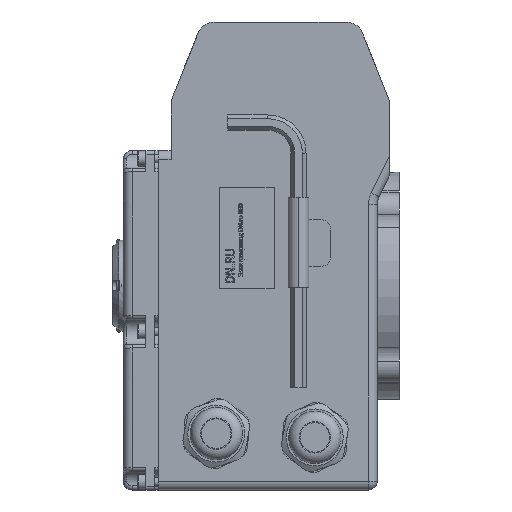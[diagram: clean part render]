
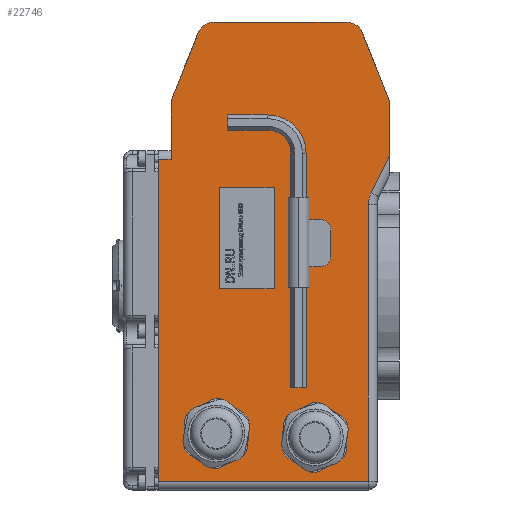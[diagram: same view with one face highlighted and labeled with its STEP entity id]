
A CAD part, left-side view. The second image highlights one B-rep face of the part: STEP entity #22746.
In plain terms, the highlighted planar face has unit normal (-1, 0, 0).
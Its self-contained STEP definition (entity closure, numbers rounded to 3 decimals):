
#1201=FACE_BOUND('',#3872,.T.);
#1656=PLANE('',#24259);
#2596=FACE_OUTER_BOUND('',#3871,.T.);
#3871=EDGE_LOOP('',(#18217,#18218,#18219,#18220,#18221,#18222,#18223,#18224,
#18225,#18226,#18227,#18228,#18229,#18230,#18231));
#3872=EDGE_LOOP('',(#18232,#18233,#18234,#18235));
#4587=LINE('',#32069,#6443);
#4922=LINE('',#34031,#6778);
#4926=LINE('',#34039,#6782);
#4929=LINE('',#34045,#6785);
#4932=LINE('',#34050,#6788);
#5617=LINE('',#38797,#7473);
#5656=LINE('',#38953,#7512);
#5682=LINE('',#39023,#7538);
#5733=LINE('',#39176,#7589);
#5734=LINE('',#39178,#7590);
#5735=LINE('',#39180,#7591);
#5736=LINE('',#39182,#7592);
#5737=LINE('',#39185,#7593);
#5738=LINE('',#39186,#7594);
#6443=VECTOR('',#26089,10.);
#6778=VECTOR('',#26788,10.);
#6782=VECTOR('',#26794,10.);
#6785=VECTOR('',#26799,10.);
#6788=VECTOR('',#26804,10.);
#7473=VECTOR('',#27933,10.);
#7512=VECTOR('',#28084,10.);
#7538=VECTOR('',#28160,10.);
#7589=VECTOR('',#28319,10.);
#7590=VECTOR('',#28322,10.);
#7591=VECTOR('',#28323,10.);
#7592=VECTOR('',#28324,10.);
#7593=VECTOR('',#28327,10.);
#7594=VECTOR('',#28328,10.);
#8281=CIRCLE('',#24125,10.);
#8316=CIRCLE('',#24177,10.);
#8318=CIRCLE('',#24181,10.);
#8361=CIRCLE('',#24260,15.);
#8362=CIRCLE('',#24261,10.);
#9128=VERTEX_POINT('',#32066);
#9129=VERTEX_POINT('',#32068);
#9485=VERTEX_POINT('',#34029);
#9486=VERTEX_POINT('',#34030);
#9489=VERTEX_POINT('',#34038);
#9491=VERTEX_POINT('',#34044);
#10171=VERTEX_POINT('',#38794);
#10172=VERTEX_POINT('',#38796);
#10173=VERTEX_POINT('',#38800);
#10228=VERTEX_POINT('',#38940);
#10229=VERTEX_POINT('',#38941);
#10233=VERTEX_POINT('',#38950);
#10234=VERTEX_POINT('',#38955);
#10250=VERTEX_POINT('',#39009);
#10296=VERTEX_POINT('',#39159);
#10300=VERTEX_POINT('',#39174);
#10301=VERTEX_POINT('',#39179);
#10302=VERTEX_POINT('',#39181);
#10303=VERTEX_POINT('',#39183);
#11372=EDGE_CURVE('',#9128,#9129,#4587,.T.);
#11897=EDGE_CURVE('',#9485,#9486,#4922,.T.);
#11901=EDGE_CURVE('',#9489,#9485,#4926,.T.);
#11904=EDGE_CURVE('',#9491,#9489,#4929,.T.);
#11907=EDGE_CURVE('',#9486,#9491,#4932,.T.);
#12928=EDGE_CURVE('',#10171,#10172,#5617,.T.);
#12930=EDGE_CURVE('',#10172,#10173,#8281,.T.);
#12998=EDGE_CURVE('',#10228,#10229,#8316,.T.);
#13004=EDGE_CURVE('',#10229,#10233,#5656,.T.);
#13005=EDGE_CURVE('',#10233,#10234,#8318,.T.);
#13043=EDGE_CURVE('',#10234,#10250,#5682,.T.);
#13125=EDGE_CURVE('',#10300,#10296,#5733,.T.);
#13126=EDGE_CURVE('',#9129,#10300,#5734,.T.);
#13127=EDGE_CURVE('',#10301,#9128,#5735,.T.);
#13128=EDGE_CURVE('',#10302,#10301,#5736,.T.);
#13129=EDGE_CURVE('',#10303,#10302,#8361,.T.);
#13130=EDGE_CURVE('',#10250,#10303,#5737,.T.);
#13131=EDGE_CURVE('',#10173,#10228,#5738,.T.);
#13132=EDGE_CURVE('',#10296,#10171,#8362,.T.);
#18217=ORIENTED_EDGE('',*,*,#13126,.F.);
#18218=ORIENTED_EDGE('',*,*,#11372,.F.);
#18219=ORIENTED_EDGE('',*,*,#13127,.F.);
#18220=ORIENTED_EDGE('',*,*,#13128,.F.);
#18221=ORIENTED_EDGE('',*,*,#13129,.F.);
#18222=ORIENTED_EDGE('',*,*,#13130,.F.);
#18223=ORIENTED_EDGE('',*,*,#13043,.F.);
#18224=ORIENTED_EDGE('',*,*,#13005,.F.);
#18225=ORIENTED_EDGE('',*,*,#13004,.F.);
#18226=ORIENTED_EDGE('',*,*,#12998,.F.);
#18227=ORIENTED_EDGE('',*,*,#13131,.F.);
#18228=ORIENTED_EDGE('',*,*,#12930,.F.);
#18229=ORIENTED_EDGE('',*,*,#12928,.F.);
#18230=ORIENTED_EDGE('',*,*,#13132,.F.);
#18231=ORIENTED_EDGE('',*,*,#13125,.F.);
#18232=ORIENTED_EDGE('',*,*,#11907,.T.);
#18233=ORIENTED_EDGE('',*,*,#11904,.T.);
#18234=ORIENTED_EDGE('',*,*,#11901,.T.);
#18235=ORIENTED_EDGE('',*,*,#11897,.T.);
#22746=ADVANCED_FACE('',(#2596,#1201),#1656,.F.);
#24125=AXIS2_PLACEMENT_3D('',#38801,#27937,#27938);
#24177=AXIS2_PLACEMENT_3D('',#38942,#28074,#28075);
#24181=AXIS2_PLACEMENT_3D('',#38956,#28087,#28088);
#24259=AXIS2_PLACEMENT_3D('',#39177,#28320,#28321);
#24260=AXIS2_PLACEMENT_3D('',#39184,#28325,#28326);
#24261=AXIS2_PLACEMENT_3D('',#39187,#28329,#28330);
#26089=DIRECTION('',(0.,0.,1.));
#26788=DIRECTION('',(0.,0.,-1.));
#26794=DIRECTION('',(0.,-1.,0.));
#26799=DIRECTION('',(0.,0.,1.));
#26804=DIRECTION('',(0.,1.,0.));
#27933=DIRECTION('',(0.,-0.371,0.928));
#27937=DIRECTION('center_axis',(1.,0.,0.));
#27938=DIRECTION('ref_axis',(0.,0.561,0.828));
#28074=DIRECTION('center_axis',(1.,0.,0.));
#28075=DIRECTION('ref_axis',(0.,-0.561,0.828));
#28084=DIRECTION('',(0.,-0.371,-0.928));
#28087=DIRECTION('center_axis',(1.,0.,0.));
#28088=DIRECTION('ref_axis',(0.,-0.982,0.189));
#28160=DIRECTION('',(0.,0.,-1.));
#28319=DIRECTION('',(0.,0.,1.));
#28320=DIRECTION('center_axis',(1.,0.,0.));
#28321=DIRECTION('ref_axis',(0.,0.,-1.));
#28322=DIRECTION('',(0.,-1.,0.));
#28323=DIRECTION('',(0.,1.,0.));
#28324=DIRECTION('',(0.,0.,-1.));
#28325=DIRECTION('center_axis',(-1.,0.,0.));
#28326=DIRECTION('ref_axis',(0.,0.974,0.228));
#28327=DIRECTION('',(0.,0.445,-0.896));
#28328=DIRECTION('',(0.,-1.,0.));
#28329=DIRECTION('center_axis',(1.,0.,0.));
#28330=DIRECTION('ref_axis',(0.,0.982,0.189));
#32066=CARTESIAN_POINT('',(0.,69.8,-129.));
#32068=CARTESIAN_POINT('',(0.,69.8,55.409));
#32069=CARTESIAN_POINT('',(0.,69.8,-134.));
#34029=CARTESIAN_POINT('',(0.,3.522,39.262));
#34030=CARTESIAN_POINT('',(0.,3.522,-18.847));
#34031=CARTESIAN_POINT('',(0.,3.522,-9.423));
#34038=CARTESIAN_POINT('',(0.,34.889,39.262));
#34039=CARTESIAN_POINT('',(0.,1.761,39.262));
#34044=CARTESIAN_POINT('',(0.,34.889,-18.847));
#34045=CARTESIAN_POINT('',(0.,34.889,19.631));
#34050=CARTESIAN_POINT('',(0.,17.444,-18.847));
#38794=CARTESIAN_POINT('',(0.,61.785,90.788));
#38796=CARTESIAN_POINT('',(0.,47.014,127.714));
#38797=CARTESIAN_POINT('',(0.,62.5,89.));
#38800=CARTESIAN_POINT('',(0.,37.73,134.));
#38801=CARTESIAN_POINT('Origin',(0.,37.73,124.));
#38940=CARTESIAN_POINT('',(0.,-37.73,134.));
#38941=CARTESIAN_POINT('',(0.,-47.014,127.714));
#38942=CARTESIAN_POINT('Origin',(0.,-37.73,124.));
#38950=CARTESIAN_POINT('',(0.,-61.785,90.788));
#38953=CARTESIAN_POINT('',(0.,-44.5,134.));
#38955=CARTESIAN_POINT('',(0.,-62.5,87.074));
#38956=CARTESIAN_POINT('Origin',(0.,-52.5,87.074));
#39009=CARTESIAN_POINT('',(0.,-62.5,57.244));
#39023=CARTESIAN_POINT('',(0.,-62.5,89.));
#39159=CARTESIAN_POINT('',(0.,62.5,87.074));
#39174=CARTESIAN_POINT('',(0.,62.5,55.409));
#39176=CARTESIAN_POINT('',(0.,62.5,-134.));
#39177=CARTESIAN_POINT('Origin',(0.,0.,0.));
#39178=CARTESIAN_POINT('',(0.,31.25,55.409));
#39179=CARTESIAN_POINT('',(0.,-50.5,-129.));
#39180=CARTESIAN_POINT('',(0.,-27.75,-129.));
#39181=CARTESIAN_POINT('',(0.,-50.5,29.554));
#39182=CARTESIAN_POINT('',(0.,-50.5,15.95));
#39183=CARTESIAN_POINT('',(0.,-52.065,36.224));
#39184=CARTESIAN_POINT('Origin',(0.,-65.5,29.554));
#39185=CARTESIAN_POINT('',(0.,-42.682,17.325));
#39186=CARTESIAN_POINT('',(0.,44.5,134.));
#39187=CARTESIAN_POINT('Origin',(0.,52.5,87.074));
